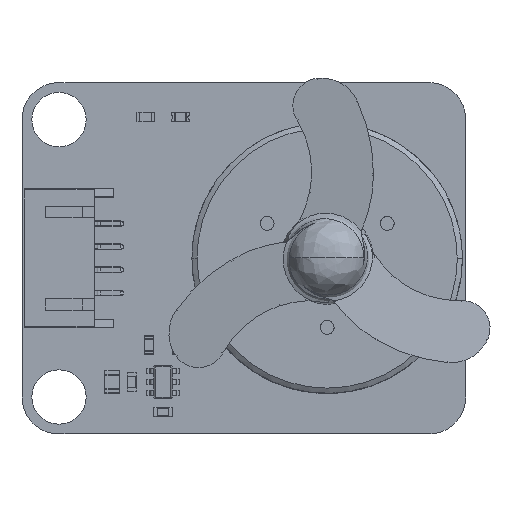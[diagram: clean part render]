
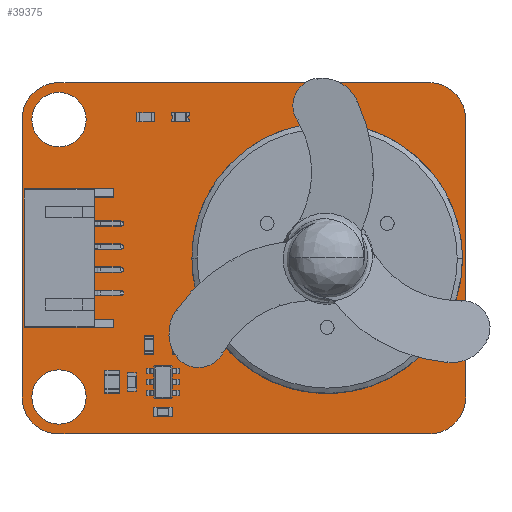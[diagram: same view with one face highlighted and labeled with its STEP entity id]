
A CAD part, top view. The second image highlights one B-rep face of the part: STEP entity #39375.
In plain terms, the highlighted planar face has unit normal (0, 0, 1).
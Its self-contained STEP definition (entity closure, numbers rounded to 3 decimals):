
#39121 = VERTEX_POINT('',#39122);
#39122 = CARTESIAN_POINT('',(104.4,74.3,1.6));
#39128 = EDGE_CURVE('',#39121,#39129,#39131,.T.);
#39129 = VERTEX_POINT('',#39130);
#39130 = CARTESIAN_POINT('',(107.6,71.1,1.6));
#39131 = CIRCLE('',#39132,3.2);
#39132 = AXIS2_PLACEMENT_3D('',#39133,#39134,#39135);
#39133 = CARTESIAN_POINT('',(104.4,71.1,1.6));
#39134 = DIRECTION('',(0.,0.,-1.));
#39135 = DIRECTION('',(0.,1.,0.));
#39163 = VERTEX_POINT('',#39164);
#39164 = CARTESIAN_POINT('',(72.4,74.3,1.6));
#39170 = EDGE_CURVE('',#39163,#39121,#39171,.T.);
#39171 = LINE('',#39172,#39173);
#39172 = CARTESIAN_POINT('',(72.4,74.3,1.6));
#39173 = VECTOR('',#39174,1.);
#39174 = DIRECTION('',(1.,0.,0.));
#39192 = EDGE_CURVE('',#39129,#39193,#39195,.T.);
#39193 = VERTEX_POINT('',#39194);
#39194 = CARTESIAN_POINT('',(107.6,47.1,1.6));
#39195 = LINE('',#39196,#39197);
#39196 = CARTESIAN_POINT('',(107.6,71.1,1.6));
#39197 = VECTOR('',#39198,1.);
#39198 = DIRECTION('',(0.,-1.,0.));
#39375 = ADVANCED_FACE('',(#39376,#39422,#39433,#39469,#39480,#39516),
  #39527,.T.);
#39376 = FACE_BOUND('',#39377,.T.);
#39377 = EDGE_LOOP('',(#39378,#39379,#39380,#39389,#39397,#39406,#39414,
    #39421));
#39378 = ORIENTED_EDGE('',*,*,#39128,.F.);
#39379 = ORIENTED_EDGE('',*,*,#39170,.F.);
#39380 = ORIENTED_EDGE('',*,*,#39381,.F.);
#39381 = EDGE_CURVE('',#39382,#39163,#39384,.T.);
#39382 = VERTEX_POINT('',#39383);
#39383 = CARTESIAN_POINT('',(69.2,71.1,1.6));
#39384 = CIRCLE('',#39385,3.2);
#39385 = AXIS2_PLACEMENT_3D('',#39386,#39387,#39388);
#39386 = CARTESIAN_POINT('',(72.4,71.1,1.6));
#39387 = DIRECTION('',(0.,0.,-1.));
#39388 = DIRECTION('',(-1.,0.,-0.));
#39389 = ORIENTED_EDGE('',*,*,#39390,.F.);
#39390 = EDGE_CURVE('',#39391,#39382,#39393,.T.);
#39391 = VERTEX_POINT('',#39392);
#39392 = CARTESIAN_POINT('',(69.2,47.1,1.6));
#39393 = LINE('',#39394,#39395);
#39394 = CARTESIAN_POINT('',(69.2,47.1,1.6));
#39395 = VECTOR('',#39396,1.);
#39396 = DIRECTION('',(0.,1.,0.));
#39397 = ORIENTED_EDGE('',*,*,#39398,.F.);
#39398 = EDGE_CURVE('',#39399,#39391,#39401,.T.);
#39399 = VERTEX_POINT('',#39400);
#39400 = CARTESIAN_POINT('',(72.4,43.9,1.6));
#39401 = CIRCLE('',#39402,3.2);
#39402 = AXIS2_PLACEMENT_3D('',#39403,#39404,#39405);
#39403 = CARTESIAN_POINT('',(72.4,47.1,1.6));
#39404 = DIRECTION('',(0.,0.,-1.));
#39405 = DIRECTION('',(0.,-1.,0.));
#39406 = ORIENTED_EDGE('',*,*,#39407,.F.);
#39407 = EDGE_CURVE('',#39408,#39399,#39410,.T.);
#39408 = VERTEX_POINT('',#39409);
#39409 = CARTESIAN_POINT('',(104.4,43.9,1.6));
#39410 = LINE('',#39411,#39412);
#39411 = CARTESIAN_POINT('',(104.4,43.9,1.6));
#39412 = VECTOR('',#39413,1.);
#39413 = DIRECTION('',(-1.,0.,0.));
#39414 = ORIENTED_EDGE('',*,*,#39415,.F.);
#39415 = EDGE_CURVE('',#39193,#39408,#39416,.T.);
#39416 = CIRCLE('',#39417,3.2);
#39417 = AXIS2_PLACEMENT_3D('',#39418,#39419,#39420);
#39418 = CARTESIAN_POINT('',(104.4,47.1,1.6));
#39419 = DIRECTION('',(0.,0.,-1.));
#39420 = DIRECTION('',(1.,0.,0.));
#39421 = ORIENTED_EDGE('',*,*,#39192,.F.);
#39422 = FACE_BOUND('',#39423,.T.);
#39423 = EDGE_LOOP('',(#39424));
#39424 = ORIENTED_EDGE('',*,*,#39425,.T.);
#39425 = EDGE_CURVE('',#39426,#39426,#39428,.T.);
#39426 = VERTEX_POINT('',#39427);
#39427 = CARTESIAN_POINT('',(72.4,44.75,1.6));
#39428 = CIRCLE('',#39429,2.35);
#39429 = AXIS2_PLACEMENT_3D('',#39430,#39431,#39432);
#39430 = CARTESIAN_POINT('',(72.4,47.1,1.6));
#39431 = DIRECTION('',(-0.,0.,-1.));
#39432 = DIRECTION('',(-0.,-1.,0.));
#39433 = FACE_BOUND('',#39434,.T.);
#39434 = EDGE_LOOP('',(#39435,#39446,#39454,#39463));
#39435 = ORIENTED_EDGE('',*,*,#39436,.T.);
#39436 = EDGE_CURVE('',#39437,#39439,#39441,.T.);
#39437 = VERTEX_POINT('',#39438);
#39438 = CARTESIAN_POINT('',(102.4,56.7,1.6));
#39439 = VERTEX_POINT('',#39440);
#39440 = CARTESIAN_POINT('',(102.4,57.5,1.6));
#39441 = CIRCLE('',#39442,0.4);
#39442 = AXIS2_PLACEMENT_3D('',#39443,#39444,#39445);
#39443 = CARTESIAN_POINT('',(102.4,57.1,1.6));
#39444 = DIRECTION('',(0.,-0.,-1.));
#39445 = DIRECTION('',(0.,1.,-0.));
#39446 = ORIENTED_EDGE('',*,*,#39447,.T.);
#39447 = EDGE_CURVE('',#39439,#39448,#39450,.T.);
#39448 = VERTEX_POINT('',#39449);
#39449 = CARTESIAN_POINT('',(103.8,57.5,1.6));
#39450 = LINE('',#39451,#39452);
#39451 = CARTESIAN_POINT('',(51.9,57.5,1.6));
#39452 = VECTOR('',#39453,1.);
#39453 = DIRECTION('',(1.,0.,-0.));
#39454 = ORIENTED_EDGE('',*,*,#39455,.T.);
#39455 = EDGE_CURVE('',#39448,#39456,#39458,.T.);
#39456 = VERTEX_POINT('',#39457);
#39457 = CARTESIAN_POINT('',(103.8,56.7,1.6));
#39458 = CIRCLE('',#39459,0.4);
#39459 = AXIS2_PLACEMENT_3D('',#39460,#39461,#39462);
#39460 = CARTESIAN_POINT('',(103.8,57.1,1.6));
#39461 = DIRECTION('',(-0.,0.,-1.));
#39462 = DIRECTION('',(0.,-1.,0.));
#39463 = ORIENTED_EDGE('',*,*,#39464,.T.);
#39464 = EDGE_CURVE('',#39456,#39437,#39465,.T.);
#39465 = LINE('',#39466,#39467);
#39466 = CARTESIAN_POINT('',(51.2,56.7,1.6));
#39467 = VECTOR('',#39468,1.);
#39468 = DIRECTION('',(-1.,0.,0.));
#39469 = FACE_BOUND('',#39470,.T.);
#39470 = EDGE_LOOP('',(#39471));
#39471 = ORIENTED_EDGE('',*,*,#39472,.T.);
#39472 = EDGE_CURVE('',#39473,#39473,#39475,.T.);
#39473 = VERTEX_POINT('',#39474);
#39474 = CARTESIAN_POINT('',(72.4,68.75,1.6));
#39475 = CIRCLE('',#39476,2.35);
#39476 = AXIS2_PLACEMENT_3D('',#39477,#39478,#39479);
#39477 = CARTESIAN_POINT('',(72.4,71.1,1.6));
#39478 = DIRECTION('',(-0.,0.,-1.));
#39479 = DIRECTION('',(-0.,-1.,0.));
#39480 = FACE_BOUND('',#39481,.T.);
#39481 = EDGE_LOOP('',(#39482,#39493,#39501,#39510));
#39482 = ORIENTED_EDGE('',*,*,#39483,.T.);
#39483 = EDGE_CURVE('',#39484,#39486,#39488,.T.);
#39484 = VERTEX_POINT('',#39485);
#39485 = CARTESIAN_POINT('',(87.4,60.7,1.6));
#39486 = VERTEX_POINT('',#39487);
#39487 = CARTESIAN_POINT('',(87.4,61.5,1.6));
#39488 = CIRCLE('',#39489,0.4);
#39489 = AXIS2_PLACEMENT_3D('',#39490,#39491,#39492);
#39490 = CARTESIAN_POINT('',(87.4,61.1,1.6));
#39491 = DIRECTION('',(0.,-0.,-1.));
#39492 = DIRECTION('',(0.,1.,-0.));
#39493 = ORIENTED_EDGE('',*,*,#39494,.T.);
#39494 = EDGE_CURVE('',#39486,#39495,#39497,.T.);
#39495 = VERTEX_POINT('',#39496);
#39496 = CARTESIAN_POINT('',(88.8,61.5,1.6));
#39497 = LINE('',#39498,#39499);
#39498 = CARTESIAN_POINT('',(44.4,61.5,1.6));
#39499 = VECTOR('',#39500,1.);
#39500 = DIRECTION('',(1.,0.,-0.));
#39501 = ORIENTED_EDGE('',*,*,#39502,.T.);
#39502 = EDGE_CURVE('',#39495,#39503,#39505,.T.);
#39503 = VERTEX_POINT('',#39504);
#39504 = CARTESIAN_POINT('',(88.8,60.7,1.6));
#39505 = CIRCLE('',#39506,0.4);
#39506 = AXIS2_PLACEMENT_3D('',#39507,#39508,#39509);
#39507 = CARTESIAN_POINT('',(88.8,61.1,1.6));
#39508 = DIRECTION('',(-0.,0.,-1.));
#39509 = DIRECTION('',(0.,-1.,0.));
#39510 = ORIENTED_EDGE('',*,*,#39511,.T.);
#39511 = EDGE_CURVE('',#39503,#39484,#39512,.T.);
#39512 = LINE('',#39513,#39514);
#39513 = CARTESIAN_POINT('',(43.7,60.7,1.6));
#39514 = VECTOR('',#39515,1.);
#39515 = DIRECTION('',(-1.,0.,0.));
#39516 = FACE_BOUND('',#39517,.T.);
#39517 = EDGE_LOOP('',(#39518));
#39518 = ORIENTED_EDGE('',*,*,#39519,.T.);
#39519 = EDGE_CURVE('',#39520,#39520,#39522,.T.);
#39520 = VERTEX_POINT('',#39521);
#39521 = CARTESIAN_POINT('',(95.6,55.85,1.6));
#39522 = CIRCLE('',#39523,3.25);
#39523 = AXIS2_PLACEMENT_3D('',#39524,#39525,#39526);
#39524 = CARTESIAN_POINT('',(95.6,59.1,1.6));
#39525 = DIRECTION('',(-0.,0.,-1.));
#39526 = DIRECTION('',(-0.,-1.,0.));
#39527 = PLANE('',#39528);
#39528 = AXIS2_PLACEMENT_3D('',#39529,#39530,#39531);
#39529 = CARTESIAN_POINT('',(0.,0.,1.6));
#39530 = DIRECTION('',(0.,0.,1.));
#39531 = DIRECTION('',(1.,0.,-0.));
